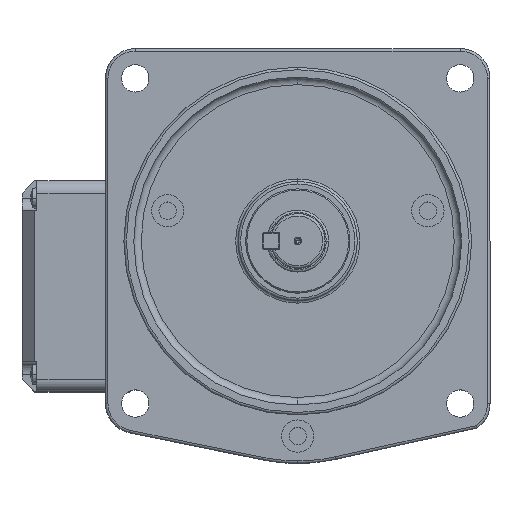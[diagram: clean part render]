
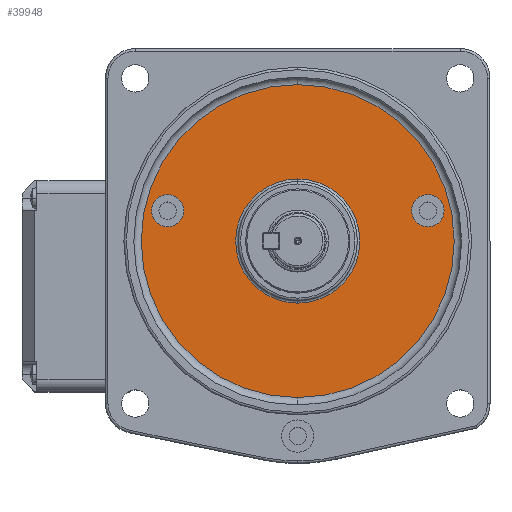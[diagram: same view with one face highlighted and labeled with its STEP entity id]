
A CAD part, top view. The second image highlights one B-rep face of the part: STEP entity #39948.
In plain terms, the highlighted face is planar.
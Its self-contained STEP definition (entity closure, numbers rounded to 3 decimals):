
#11061 = CARTESIAN_POINT ( 'NONE',  ( 0., 3.5, 63. ) ) ;
#11245 = DIRECTION ( 'NONE',  ( 0., 0., -1. ) ) ;
#11246 = DIRECTION ( 'NONE',  ( 0., -1., 0. ) ) ;
#11247 = CARTESIAN_POINT ( 'NONE',  ( 0., 3.5, 0. ) ) ;
#11248 = AXIS2_PLACEMENT_3D ( 'NONE', #11247, #11246, #11245 ) ;
#11249 = CIRCLE ( 'NONE', #11248, 63. ) ;
#12377 = DIRECTION ( 'NONE',  ( 0., 0., -1. ) ) ;
#12378 = AXIS2_PLACEMENT_3D ( 'NONE', #12385, #12392, #12377 ) ;
#12385 = CARTESIAN_POINT ( 'NONE',  ( 52.395, 3.5, -12.25 ) ) ;
#12392 = DIRECTION ( 'NONE',  ( 0., -1., 0. ) ) ;
#12401 = CIRCLE ( 'NONE', #12378, 6.5 ) ;
#12538 = CIRCLE ( 'NONE', #12597, 25. ) ;
#12595 = DIRECTION ( 'NONE',  ( 0., 0., -1. ) ) ;
#12596 = DIRECTION ( 'NONE',  ( 0., 1., 0. ) ) ;
#12597 = AXIS2_PLACEMENT_3D ( 'NONE', #12604, #12596, #12595 ) ;
#12604 = CARTESIAN_POINT ( 'NONE',  ( 0., 3.5, 0. ) ) ;
#12967 = CIRCLE ( 'NONE', #13009, 6.5 ) ;
#13006 = DIRECTION ( 'NONE',  ( 0., 0., -1. ) ) ;
#13007 = DIRECTION ( 'NONE',  ( 0., -1., 0. ) ) ;
#13008 = CARTESIAN_POINT ( 'NONE',  ( -52.395, 3.5, -12.25 ) ) ;
#13009 = AXIS2_PLACEMENT_3D ( 'NONE', #13008, #13007, #13006 ) ;
#13348 = CARTESIAN_POINT ( 'NONE',  ( 0., 3.5, 25. ) ) ;
#13381 = CIRCLE ( 'NONE', #13444, 25. ) ;
#13436 = DIRECTION ( 'NONE',  ( 0., 0., -1. ) ) ;
#13437 = DIRECTION ( 'NONE',  ( 0., 1., 0. ) ) ;
#13438 = CARTESIAN_POINT ( 'NONE',  ( 0., 3.5, 0. ) ) ;
#13444 = AXIS2_PLACEMENT_3D ( 'NONE', #13438, #13437, #13436 ) ;
#13659 = CARTESIAN_POINT ( 'NONE',  ( 0., 3.5, -25. ) ) ;
#15854 = VERTEX_POINT ( 'NONE', #11061 ) ;
#16097 = EDGE_CURVE ( 'NONE', #15854, #16574, #11249, .T. ) ;
#16574 = VERTEX_POINT ( 'NONE', #48874 ) ;
#18960 = DIRECTION ( 'NONE',  ( 0., 0., -1. ) ) ;
#18961 = DIRECTION ( 'NONE',  ( 0., -1., 0. ) ) ;
#18962 = AXIS2_PLACEMENT_3D ( 'NONE', #18971, #18961, #18960 ) ;
#18969 = CIRCLE ( 'NONE', #18962, 63. ) ;
#18971 = CARTESIAN_POINT ( 'NONE',  ( 0., 3.5, 0. ) ) ;
#19654 = FACE_BOUND ( 'NONE', #39671, .T. ) ;
#19674 = FACE_BOUND ( 'NONE', #34185, .T. ) ;
#19675 = CARTESIAN_POINT ( 'NONE',  ( 0., 3.5, 0. ) ) ;
#19680 = FACE_BOUND ( 'NONE', #34229, .T. ) ;
#19684 = PLANE ( 'NONE',  #19740 ) ;
#19729 = DIRECTION ( 'NONE',  ( 0., 0., -1. ) ) ;
#19730 = DIRECTION ( 'NONE',  ( 0., -1., 0. ) ) ;
#19738 = FACE_OUTER_BOUND ( 'NONE', #39505, .T. ) ;
#19740 = AXIS2_PLACEMENT_3D ( 'NONE', #19675, #19730, #19729 ) ;
#34185 = EDGE_LOOP ( 'NONE', ( #34272, #34418 ) ) ;
#34229 = EDGE_LOOP ( 'NONE', ( #34294, #34356 ) ) ;
#34258 = EDGE_CURVE ( 'NONE', #54938, #54852, #12401, .T. ) ;
#34272 = ORIENTED_EDGE ( 'NONE', *, *, #34405, .F. ) ;
#34280 = ORIENTED_EDGE ( 'NONE', *, *, #34573, .T. ) ;
#34287 = ORIENTED_EDGE ( 'NONE', *, *, #34331, .T. ) ;
#34294 = ORIENTED_EDGE ( 'NONE', *, *, #34258, .F. ) ;
#34331 = EDGE_CURVE ( 'NONE', #34552, #34636, #12538, .T. ) ;
#34356 = ORIENTED_EDGE ( 'NONE', *, *, #55367, .F. ) ;
#34405 = EDGE_CURVE ( 'NONE', #55480, #55409, #12967, .T. ) ;
#34418 = ORIENTED_EDGE ( 'NONE', *, *, #55450, .F. ) ;
#34552 = VERTEX_POINT ( 'NONE', #13348 ) ;
#34573 = EDGE_CURVE ( 'NONE', #34636, #34552, #13381, .T. ) ;
#34636 = VERTEX_POINT ( 'NONE', #13659 ) ;
#39505 = EDGE_LOOP ( 'NONE', ( #39803, #39556 ) ) ;
#39556 = ORIENTED_EDGE ( 'NONE', *, *, #16097, .T. ) ;
#39595 = EDGE_CURVE ( 'NONE', #16574, #15854, #18969, .T. ) ;
#39671 = EDGE_LOOP ( 'NONE', ( #34280, #34287 ) ) ;
#39803 = ORIENTED_EDGE ( 'NONE', *, *, #39595, .T. ) ;
#39948 = ADVANCED_FACE ( 'NONE', ( #19738, #19654, #19680, #19674 ), #19684, .T. ) ;
#43567 = CARTESIAN_POINT ( 'NONE',  ( 52.395, 3.5, -5.75 ) ) ;
#43686 = CARTESIAN_POINT ( 'NONE',  ( 52.395, 3.5, -18.75 ) ) ;
#43972 = DIRECTION ( 'NONE',  ( 0., 0., -1. ) ) ;
#43974 = CIRCLE ( 'NONE', #43989, 6.5 ) ;
#43979 = CARTESIAN_POINT ( 'NONE',  ( 52.395, 3.5, -12.25 ) ) ;
#43980 = DIRECTION ( 'NONE',  ( 0., -1., 0. ) ) ;
#43989 = AXIS2_PLACEMENT_3D ( 'NONE', #43979, #43980, #43972 ) ;
#44046 = CARTESIAN_POINT ( 'NONE',  ( -52.395, 3.5, -5.75 ) ) ;
#44159 = DIRECTION ( 'NONE',  ( 0., 0., -1. ) ) ;
#44160 = DIRECTION ( 'NONE',  ( 0., -1., 0. ) ) ;
#44161 = CARTESIAN_POINT ( 'NONE',  ( -52.395, 3.5, -12.25 ) ) ;
#44162 = AXIS2_PLACEMENT_3D ( 'NONE', #44161, #44160, #44159 ) ;
#44168 = CIRCLE ( 'NONE', #44162, 6.5 ) ;
#44184 = CARTESIAN_POINT ( 'NONE',  ( -52.395, 3.5, -18.75 ) ) ;
#48874 = CARTESIAN_POINT ( 'NONE',  ( 0., 3.5, -63. ) ) ;
#54852 = VERTEX_POINT ( 'NONE', #43567 ) ;
#54938 = VERTEX_POINT ( 'NONE', #43686 ) ;
#55367 = EDGE_CURVE ( 'NONE', #54852, #54938, #43974, .T. ) ;
#55409 = VERTEX_POINT ( 'NONE', #44046 ) ;
#55450 = EDGE_CURVE ( 'NONE', #55409, #55480, #44168, .T. ) ;
#55480 = VERTEX_POINT ( 'NONE', #44184 ) ;
